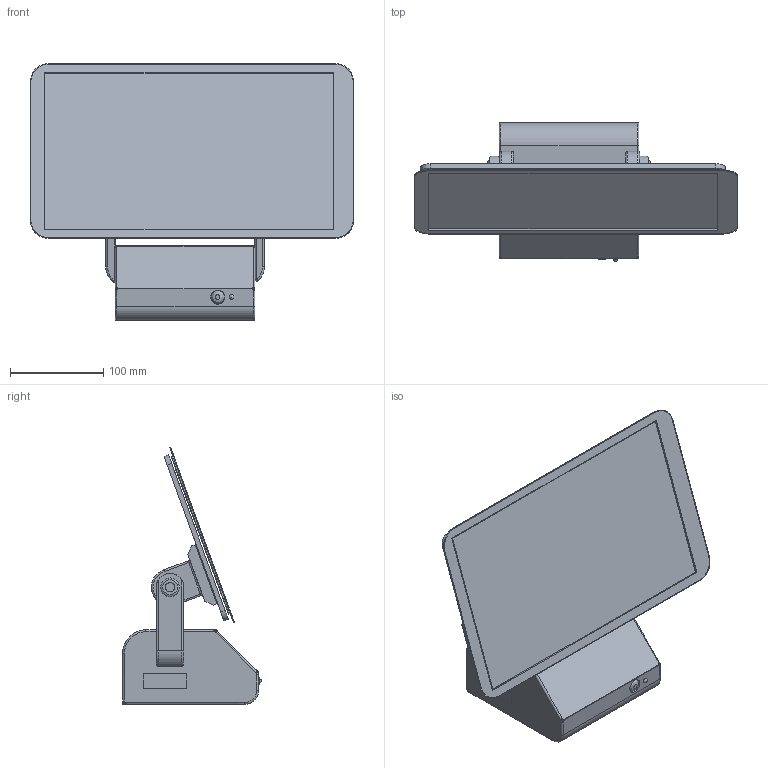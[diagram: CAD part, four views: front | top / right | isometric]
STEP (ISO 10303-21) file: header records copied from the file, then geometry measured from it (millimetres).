
FILE_DESCRIPTION(/* description */ ('','CAx-IF Rec.Pracs.---Representation and Presentation of Product Manufacturing Information (PMI)---4.0---2014-10-13'),/* implementation_level */ '2;1');
FILE_NAME(/* name */ '09621282-e01c-4c7f-833b-2df85c707e45.stp',/* time_stamp */ '2025-01-18T11:07:37Z',/* author */ (''),/* organization */ (''),/* preprocessor_version */ 'ST-DEVELOPER v20',/* originating_system */ 'Autodesk Translation Framework v13.20.0.188',/* authorisation */ '');
FILE_SCHEMA (('AP242_MANAGED_MODEL_BASED_3D_ENGINEERING_MIM_LF { 1 0 10303 442 1 1 4 }'));
Length unit declared in the file: millimetre
Products named in the file (3): new model; body (1); screen
Assembly tree (2 placements, depth 2):
  new model
    body (1)
    screen
Bounding box: 346.33 x 148.71 x 275.37 mm (x, y, z)
Volume: 852435.2 mm3; surface area: 464298.1 mm2
Topology: 9 solids, 10 shells, 221 faces, 508 edges, 316 vertices
Faces by surface type: plane 82, cylinder 75, bspline 39, torus 22, sphere 3
Full cylindrical faces by diameter (mm): 5 x1, 10 x5, 15 x1, 19 x1
Entity records: 9744 total; most frequent: CARTESIAN_POINT 4706, ORIENTED_EDGE 1014, DIRECTION 1014, EDGE_CURVE 507, AXIS2_PLACEMENT_3D 391, VERTEX_POINT 316, EDGE_LOOP 237, LINE 232
